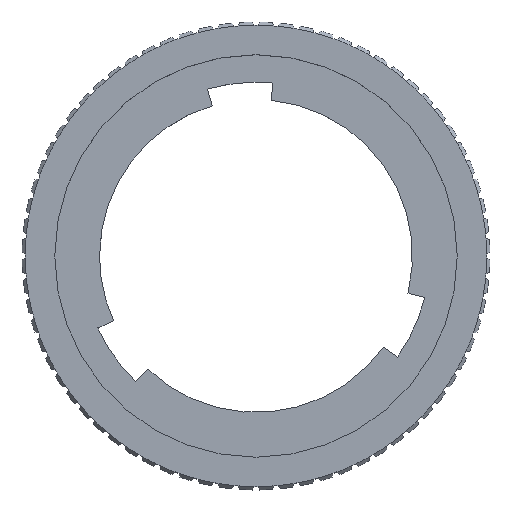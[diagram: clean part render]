
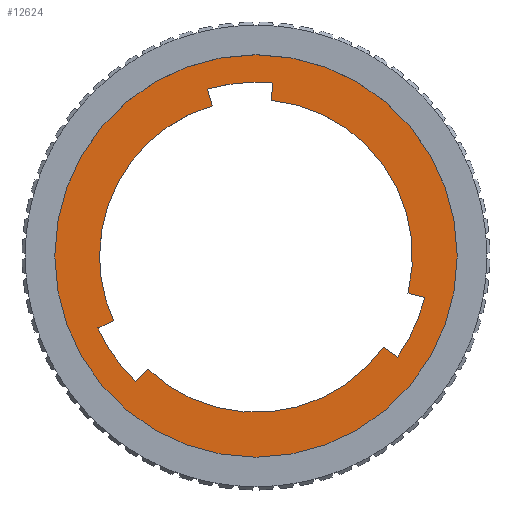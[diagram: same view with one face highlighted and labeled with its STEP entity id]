
A CAD part, top view. The second image highlights one B-rep face of the part: STEP entity #12624.
In plain terms, the highlighted planar face has unit normal (0, 0, 1).
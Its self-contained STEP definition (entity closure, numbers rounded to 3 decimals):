
#8532=CARTESIAN_POINT('',(-30.1,-0.001,25.7));
#8533=VERTEX_POINT('',#8532);
#8540=CARTESIAN_POINT('',(30.1,-0.001,25.7));
#8541=VERTEX_POINT('',#8540);
#8542=CARTESIAN_POINT('',(0.,-0.001,25.7));
#8543=DIRECTION('',(-0.,-0.,-1.));
#8544=DIRECTION('',(1.,0.,-0.));
#8545=AXIS2_PLACEMENT_3D('',#8542,#8543,#8544);
#8546=CIRCLE('',#8545,30.1);
#8547=EDGE_CURVE('',#8533,#8541,#8546,.T.);
#8549=CARTESIAN_POINT('',(0.,-0.001,25.7));
#8550=DIRECTION('',(-0.,-0.,-1.));
#8551=DIRECTION('',(1.,0.,-0.));
#8552=AXIS2_PLACEMENT_3D('',#8549,#8550,#8551);
#8553=CIRCLE('',#8552,30.1);
#8554=EDGE_CURVE('',#8541,#8533,#8553,.T.);
#12502=CARTESIAN_POINT('',(-70.,0.,25.7));
#12503=DIRECTION('',(0.,0.,1.));
#12504=DIRECTION('',(-1.,0.,0.));
#12505=AXIS2_PLACEMENT_3D('',#12502,#12503,#12504);
#12506=PLANE('',#12505);
#12507=CARTESIAN_POINT('',(19.032,-13.615,25.7));
#12508=VERTEX_POINT('',#12507);
#12509=CARTESIAN_POINT('',(21.152,-15.118,25.7));
#12510=VERTEX_POINT('',#12509);
#12511=CARTESIAN_POINT('',(19.032,-13.615,25.7));
#12512=DIRECTION('',(0.816,-0.578,0.));
#12513=VECTOR('',#12512,2.598);
#12514=LINE('',#12511,#12513);
#12515=EDGE_CURVE('',#12508,#12510,#12514,.T.);
#12516=ORIENTED_EDGE('',*,*,#12515,.F.);
#12517=CARTESIAN_POINT('',(-16.183,-16.902,25.7));
#12518=VERTEX_POINT('',#12517);
#12519=CARTESIAN_POINT('',(0.,-0.001,25.7));
#12520=DIRECTION('',(0.,0.,1.));
#12521=DIRECTION('',(1.,0.,-0.));
#12522=AXIS2_PLACEMENT_3D('',#12519,#12520,#12521);
#12523=CIRCLE('',#12522,23.4);
#12524=EDGE_CURVE('',#12518,#12508,#12523,.T.);
#12525=ORIENTED_EDGE('',*,*,#12524,.F.);
#12526=CARTESIAN_POINT('',(-17.988,-18.771,25.7));
#12527=VERTEX_POINT('',#12526);
#12528=CARTESIAN_POINT('',(-17.988,-18.771,25.7));
#12529=DIRECTION('',(0.695,0.719,0.));
#12530=VECTOR('',#12529,2.598);
#12531=LINE('',#12528,#12530);
#12532=EDGE_CURVE('',#12527,#12518,#12531,.T.);
#12533=ORIENTED_EDGE('',*,*,#12532,.F.);
#12534=CARTESIAN_POINT('',(-23.668,-10.761,25.7));
#12535=VERTEX_POINT('',#12534);
#12536=CARTESIAN_POINT('',(0.,0.002,25.7));
#12537=DIRECTION('',(-0.,-0.,1.));
#12538=DIRECTION('',(-1.,0.,0.));
#12539=AXIS2_PLACEMENT_3D('',#12536,#12537,#12538);
#12540=CIRCLE('',#12539,26.);
#12541=EDGE_CURVE('',#12535,#12527,#12540,.T.);
#12542=ORIENTED_EDGE('',*,*,#12541,.F.);
#12543=CARTESIAN_POINT('',(-21.306,-9.676,25.7));
#12544=VERTEX_POINT('',#12543);
#12545=CARTESIAN_POINT('',(-21.306,-9.676,25.7));
#12546=DIRECTION('',(-0.909,-0.417,0.));
#12547=VECTOR('',#12546,2.599);
#12548=LINE('',#12545,#12547);
#12549=EDGE_CURVE('',#12544,#12535,#12548,.T.);
#12550=ORIENTED_EDGE('',*,*,#12549,.F.);
#12551=CARTESIAN_POINT('',(-23.4,-0.001,25.7));
#12552=VERTEX_POINT('',#12551);
#12553=CARTESIAN_POINT('',(0.,-0.001,25.7));
#12554=DIRECTION('',(0.,0.,1.));
#12555=DIRECTION('',(1.,0.,-0.));
#12556=AXIS2_PLACEMENT_3D('',#12553,#12554,#12555);
#12557=CIRCLE('',#12556,23.4);
#12558=EDGE_CURVE('',#12552,#12544,#12557,.T.);
#12559=ORIENTED_EDGE('',*,*,#12558,.F.);
#12560=CARTESIAN_POINT('',(-6.545,22.465,25.7));
#12561=VERTEX_POINT('',#12560);
#12562=CARTESIAN_POINT('',(0.,-0.001,25.7));
#12563=DIRECTION('',(0.,0.,1.));
#12564=DIRECTION('',(1.,0.,-0.));
#12565=AXIS2_PLACEMENT_3D('',#12562,#12563,#12564);
#12566=CIRCLE('',#12565,23.4);
#12567=EDGE_CURVE('',#12561,#12552,#12566,.T.);
#12568=ORIENTED_EDGE('',*,*,#12567,.F.);
#12569=CARTESIAN_POINT('',(-7.263,24.967,25.7));
#12570=VERTEX_POINT('',#12569);
#12571=CARTESIAN_POINT('',(-7.263,24.967,25.7));
#12572=DIRECTION('',(0.276,-0.961,0.));
#12573=VECTOR('',#12572,2.603);
#12574=LINE('',#12571,#12573);
#12575=EDGE_CURVE('',#12570,#12561,#12574,.T.);
#12576=ORIENTED_EDGE('',*,*,#12575,.F.);
#12577=CARTESIAN_POINT('',(2.516,25.88,25.7));
#12578=VERTEX_POINT('',#12577);
#12579=CARTESIAN_POINT('',(0.,0.002,25.7));
#12580=DIRECTION('',(-0.,-0.,1.));
#12581=DIRECTION('',(-1.,0.,0.));
#12582=AXIS2_PLACEMENT_3D('',#12579,#12580,#12581);
#12583=CIRCLE('',#12582,26.);
#12584=EDGE_CURVE('',#12578,#12570,#12583,.T.);
#12585=ORIENTED_EDGE('',*,*,#12584,.F.);
#12586=CARTESIAN_POINT('',(2.274,23.288,25.7));
#12587=VERTEX_POINT('',#12586);
#12588=CARTESIAN_POINT('',(2.274,23.288,25.7));
#12589=DIRECTION('',(0.093,0.996,0.));
#12590=VECTOR('',#12589,2.603);
#12591=LINE('',#12588,#12590);
#12592=EDGE_CURVE('',#12587,#12578,#12591,.T.);
#12593=ORIENTED_EDGE('',*,*,#12592,.F.);
#12594=CARTESIAN_POINT('',(22.729,-5.565,25.7));
#12595=VERTEX_POINT('',#12594);
#12596=CARTESIAN_POINT('',(0.,-0.001,25.7));
#12597=DIRECTION('',(0.,0.,1.));
#12598=DIRECTION('',(1.,0.,-0.));
#12599=AXIS2_PLACEMENT_3D('',#12596,#12597,#12598);
#12600=CIRCLE('',#12599,23.4);
#12601=EDGE_CURVE('',#12595,#12587,#12600,.T.);
#12602=ORIENTED_EDGE('',*,*,#12601,.F.);
#12603=CARTESIAN_POINT('',(25.251,-6.194,25.7));
#12604=VERTEX_POINT('',#12603);
#12605=CARTESIAN_POINT('',(25.251,-6.194,25.7));
#12606=DIRECTION('',(-0.97,0.242,0.));
#12607=VECTOR('',#12606,2.599);
#12608=LINE('',#12605,#12607);
#12609=EDGE_CURVE('',#12604,#12595,#12608,.T.);
#12610=ORIENTED_EDGE('',*,*,#12609,.F.);
#12611=CARTESIAN_POINT('',(0.,0.002,25.7));
#12612=DIRECTION('',(-0.,-0.,1.));
#12613=DIRECTION('',(-1.,0.,0.));
#12614=AXIS2_PLACEMENT_3D('',#12611,#12612,#12613);
#12615=CIRCLE('',#12614,26.);
#12616=EDGE_CURVE('',#12510,#12604,#12615,.T.);
#12617=ORIENTED_EDGE('',*,*,#12616,.F.);
#12618=EDGE_LOOP('',(#12516,#12525,#12533,#12542,#12550,#12559,#12568,#12576,#12585,#12593,#12602,#12610,#12617));
#12619=FACE_BOUND('',#12618,.T.);
#12620=ORIENTED_EDGE('',*,*,#8547,.F.);
#12621=ORIENTED_EDGE('',*,*,#8554,.F.);
#12622=EDGE_LOOP('',(#12620,#12621));
#12623=FACE_BOUND('',#12622,.T.);
#12624=ADVANCED_FACE('',(#12619,#12623),#12506,.T.);
